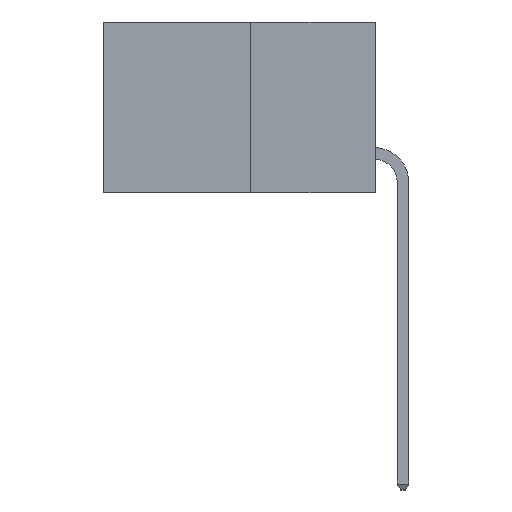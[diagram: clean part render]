
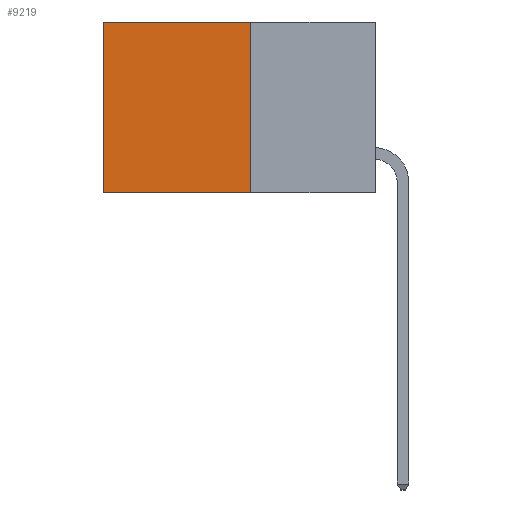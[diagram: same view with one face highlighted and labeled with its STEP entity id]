
A CAD part, left-side view. The second image highlights one B-rep face of the part: STEP entity #9219.
In plain terms, the highlighted planar face has unit normal (-1, 0, 0).
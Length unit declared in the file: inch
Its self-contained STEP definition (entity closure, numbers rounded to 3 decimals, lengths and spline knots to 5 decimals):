
#71 = VERTEX_POINT ( 'NONE', #6558 ) ;
#252 = DIRECTION ( 'NONE',  ( 0., 1., 0. ) ) ;
#529 = LINE ( 'NONE', #11258, #5188 ) ;
#1163 = VECTOR ( 'NONE', #2438, 39.37008 ) ;
#1729 = CARTESIAN_POINT ( 'NONE',  ( 0.277, 0.59, 0. ) ) ;
#1740 = VECTOR ( 'NONE', #7394, 39.37008 ) ;
#1836 = CARTESIAN_POINT ( 'NONE',  ( 0.277, 0.59, -0.37 ) ) ;
#2194 = CARTESIAN_POINT ( 'NONE',  ( 0.277, 0.27, -0.37 ) ) ;
#2345 = CARTESIAN_POINT ( 'NONE',  ( 0.277, 0.27, -0.37 ) ) ;
#2438 = DIRECTION ( 'NONE',  ( 0., 1., 0. ) ) ;
#3270 = DIRECTION ( 'NONE',  ( 0., 0., -1. ) ) ;
#3502 = FACE_OUTER_BOUND ( 'NONE', #8070, .T. ) ;
#3742 = LINE ( 'NONE', #10138, #10679 ) ;
#5188 = VECTOR ( 'NONE', #252, 39.37008 ) ;
#5756 = AXIS2_PLACEMENT_3D ( 'NONE', #2345, #8682, #3270 ) ;
#5814 = VERTEX_POINT ( 'NONE', #1729 ) ;
#6267 = VERTEX_POINT ( 'NONE', #2194 ) ;
#6353 = VERTEX_POINT ( 'NONE', #1836 ) ;
#6434 = ORIENTED_EDGE ( 'NONE', *, *, #8125, .F. ) ;
#6558 = CARTESIAN_POINT ( 'NONE',  ( 0.277, 0.27, 0. ) ) ;
#7394 = DIRECTION ( 'NONE',  ( 0., 0., -1. ) ) ;
#8070 = EDGE_LOOP ( 'NONE', ( #9381, #6434, #10933, #8798 ) ) ;
#8125 = EDGE_CURVE ( 'NONE', #6267, #6353, #10881, .T. ) ;
#8265 = CARTESIAN_POINT ( 'NONE',  ( 0.277, 0.27, -0.37 ) ) ;
#8623 = EDGE_CURVE ( 'NONE', #71, #5814, #529, .T. ) ;
#8682 = DIRECTION ( 'NONE',  ( 1., 0., 0. ) ) ;
#8798 = ORIENTED_EDGE ( 'NONE', *, *, #8623, .T. ) ;
#8951 = EDGE_CURVE ( 'NONE', #71, #6267, #9015, .T. ) ;
#9015 = LINE ( 'NONE', #8265, #1740 ) ;
#9219 = ADVANCED_FACE ( 'NONE', ( #3502 ), #11360, .F. ) ;
#9261 = DIRECTION ( 'NONE',  ( 0., 0., -1. ) ) ;
#9381 = ORIENTED_EDGE ( 'NONE', *, *, #11881, .T. ) ;
#9683 = CARTESIAN_POINT ( 'NONE',  ( 0.277, 0.27, -0.37 ) ) ;
#10138 = CARTESIAN_POINT ( 'NONE',  ( 0.277, 0.59, -0.37 ) ) ;
#10679 = VECTOR ( 'NONE', #9261, 39.37008 ) ;
#10881 = LINE ( 'NONE', #9683, #1163 ) ;
#10933 = ORIENTED_EDGE ( 'NONE', *, *, #8951, .F. ) ;
#11258 = CARTESIAN_POINT ( 'NONE',  ( 0.277, 0.27, 0. ) ) ;
#11360 = PLANE ( 'NONE',  #5756 ) ;
#11881 = EDGE_CURVE ( 'NONE', #5814, #6353, #3742, .T. ) ;
